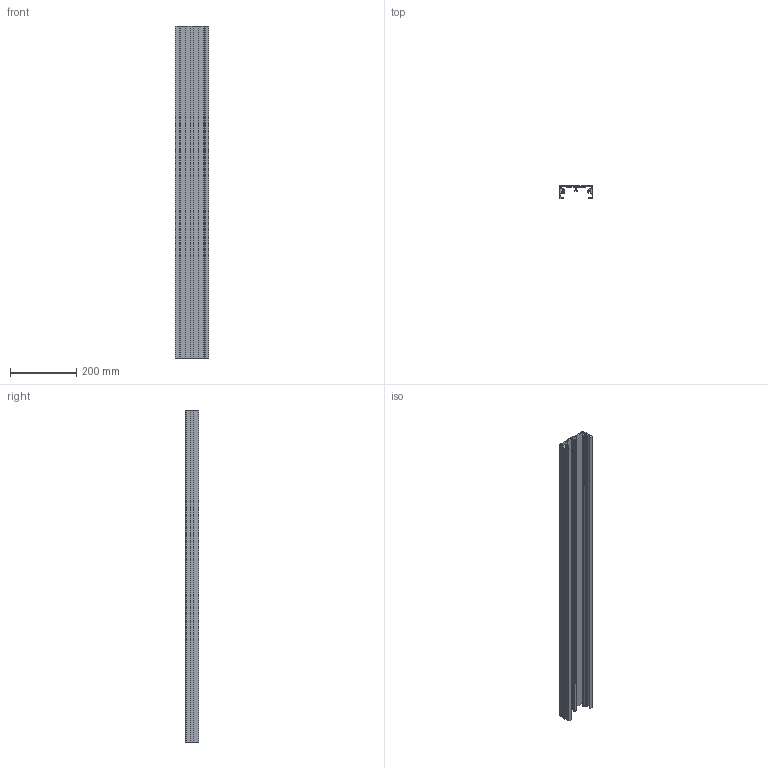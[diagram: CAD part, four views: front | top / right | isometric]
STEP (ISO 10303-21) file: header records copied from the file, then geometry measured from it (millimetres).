
FILE_DESCRIPTION (( 'STEP AP214' ), '1' );
FILE_NAME ('410PL Ïðîôèëü ïëàòôîðìû 40õ100.STEP', '2017-06-16T12:08:25', ( '' ), ( '' ), 'SwSTEP 2.0', 'SolidWorks 2016', '' );
FILE_SCHEMA (( 'AUTOMOTIVE_DESIGN' ));
Length unit declared in the file: millimetre
Products named in the file (2): 410PL Ïðîôèëü ïëàòôîðìû 40õ100_‹¥áâ­¨æ  600; 410PL Ïðîôèëü ïëàòôîðìû 40õ100
Assembly tree (1 placements, depth 2):
  410PL Ïðîôèëü ïëàòôîðìû 40õ100
    410PL Ïðîôèëü ïëàòôîðìû 40õ100_‹¥áâ­¨æ  600
Bounding box: 102 x 40.02 x 1000 mm (x, y, z)
Volume: 846661.5 mm3; surface area: 505837.4 mm2
Topology: 1 solids, 1 shells, 136 faces, 402 edges, 268 vertices
Faces by surface type: cylinder 70, plane 66
Entity records: 4652 total; most frequent: DIRECTION 822, CARTESIAN_POINT 810, ORIENTED_EDGE 804, EDGE_CURVE 402, AXIS2_PLACEMENT_3D 280, VERTEX_POINT 268, VECTOR 262, LINE 262
